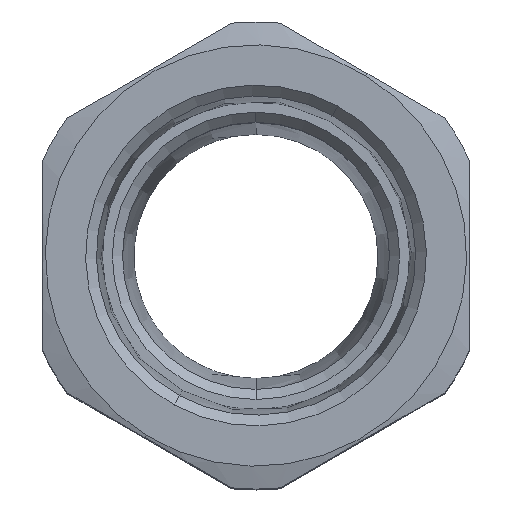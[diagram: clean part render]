
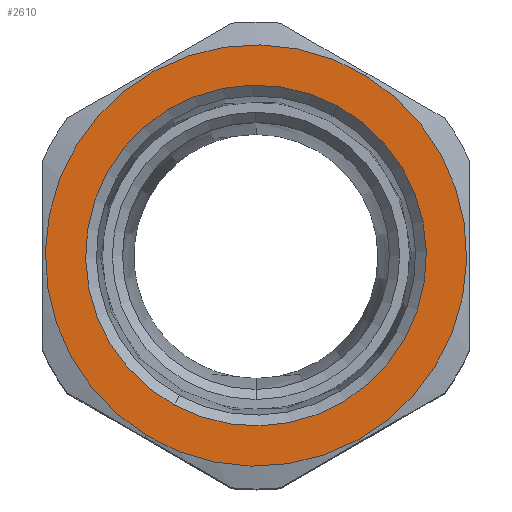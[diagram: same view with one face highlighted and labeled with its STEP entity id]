
A CAD part, top view. The second image highlights one B-rep face of the part: STEP entity #2610.
In plain terms, the highlighted planar face has unit normal (0, 0, 1).
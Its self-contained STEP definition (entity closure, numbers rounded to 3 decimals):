
#1623=AXIS2_PLACEMENT_3D('Circle Axis2P3D',#1621,#1622,$) ;
#2126=AXIS2_PLACEMENT_3D('Circle Axis2P3D',#2124,#2125,$) ;
#2586=AXIS2_PLACEMENT_3D('Plane Axis2P3D',#2583,#2584,#2585) ;
#2594=AXIS2_PLACEMENT_3D('Circle Axis2P3D',#2592,#2593,$) ;
#2603=AXIS2_PLACEMENT_3D('Circle Axis2P3D',#2601,#2602,$) ;
#1618=CARTESIAN_POINT('Vertex',(10.204,5.28,72.25)) ;
#1621=CARTESIAN_POINT('Axis2P3D Location',(21.,23.,72.25)) ;
#1625=CARTESIAN_POINT('Vertex',(31.796,40.72,72.25)) ;
#2124=CARTESIAN_POINT('Axis2P3D Location',(21.,23.,72.25)) ;
#2583=CARTESIAN_POINT('Axis2P3D Location',(21.,23.,72.25)) ;
#2592=CARTESIAN_POINT('Axis2P3D Location',(21.,23.,72.25)) ;
#2596=CARTESIAN_POINT('Vertex',(12.954,8.272,72.25)) ;
#2598=CARTESIAN_POINT('Vertex',(29.046,37.728,72.25)) ;
#2601=CARTESIAN_POINT('Axis2P3D Location',(21.,23.,72.25)) ;
#1622=DIRECTION('Axis2P3D Direction',(0.,0.,-1.)) ;
#2125=DIRECTION('Axis2P3D Direction',(0.,0.,-1.)) ;
#2584=DIRECTION('Axis2P3D Direction',(0.,0.,-1.)) ;
#2585=DIRECTION('Axis2P3D XDirection',(0.,1.,0.)) ;
#2593=DIRECTION('Axis2P3D Direction',(0.,0.,-1.)) ;
#2602=DIRECTION('Axis2P3D Direction',(0.,0.,-1.)) ;
#2589=ORIENTED_EDGE('',*,*,#1627,.T.) ;
#2590=ORIENTED_EDGE('',*,*,#2128,.T.) ;
#2607=ORIENTED_EDGE('',*,*,#2600,.T.) ;
#2608=ORIENTED_EDGE('',*,*,#2605,.T.) ;
#2609=FACE_BOUND('',#2606,.T.) ;
#2610=ADVANCED_FACE('Part1.1\\Koerper.2',(#2591,#2609),#2587,.F.) ;
#1624=CIRCLE('generated circle',#1623,20.75) ;
#2127=CIRCLE('generated circle',#2126,20.75) ;
#2595=CIRCLE('generated circle',#2594,16.783) ;
#2604=CIRCLE('generated circle',#2603,16.783) ;
#1627=EDGE_CURVE('',#1626,#1619,#1624,.F.) ;
#2128=EDGE_CURVE('',#1619,#1626,#2127,.F.) ;
#2600=EDGE_CURVE('',#2597,#2599,#2595,.T.) ;
#2605=EDGE_CURVE('',#2599,#2597,#2604,.T.) ;
#2588=EDGE_LOOP('',(#2589,#2590)) ;
#2606=EDGE_LOOP('',(#2607,#2608)) ;
#2591=FACE_OUTER_BOUND('',#2588,.T.) ;
#2587=PLANE('',#2586) ;
#1619=VERTEX_POINT('',#1618) ;
#1626=VERTEX_POINT('',#1625) ;
#2597=VERTEX_POINT('',#2596) ;
#2599=VERTEX_POINT('',#2598) ;
